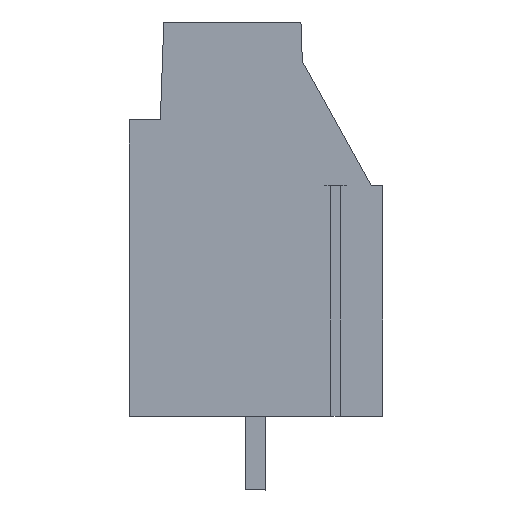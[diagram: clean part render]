
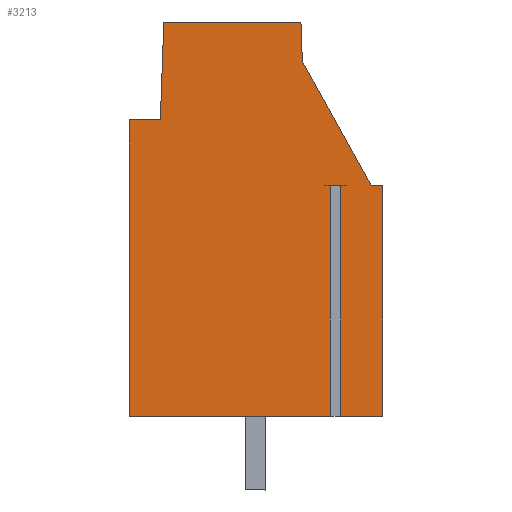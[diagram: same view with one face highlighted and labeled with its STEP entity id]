
A CAD part, left-side view. The second image highlights one B-rep face of the part: STEP entity #3213.
In plain terms, the highlighted planar face has unit normal (-1, 0, 0).
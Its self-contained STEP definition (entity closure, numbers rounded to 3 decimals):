
#3123=AXIS2_PLACEMENT_3D('Plane Axis2P3D',#3120,#3121,#3122) ;
#891=CARTESIAN_POINT('Line Origine',(0.,6.638,3.2)) ;
#895=CARTESIAN_POINT('Vertex',(0.,11.,3.2)) ;
#897=CARTESIAN_POINT('Vertex',(0.,2.275,3.2)) ;
#974=CARTESIAN_POINT('Vertex',(0.,0.,3.2)) ;
#977=CARTESIAN_POINT('Line Origine',(0.,0.912,3.2)) ;
#981=CARTESIAN_POINT('Vertex',(0.,1.825,3.2)) ;
#3120=CARTESIAN_POINT('Axis2P3D Location',(0.,11.,0.)) ;
#3125=CARTESIAN_POINT('Line Origine',(0.,0.,8.2)) ;
#3129=CARTESIAN_POINT('Vertex',(0.,0.,13.2)) ;
#3132=CARTESIAN_POINT('Line Origine',(0.,0.25,13.2)) ;
#3136=CARTESIAN_POINT('Vertex',(0.,0.5,13.2)) ;
#3139=CARTESIAN_POINT('Line Origine',(0.,1.995,15.896)) ;
#3143=CARTESIAN_POINT('Vertex',(0.,3.49,18.592)) ;
#3146=CARTESIAN_POINT('Line Origine',(0.,3.52,19.446)) ;
#3150=CARTESIAN_POINT('Vertex',(0.,3.55,20.3)) ;
#3153=CARTESIAN_POINT('Line Origine',(0.,6.525,20.3)) ;
#3157=CARTESIAN_POINT('Vertex',(0.,9.5,20.3)) ;
#3160=CARTESIAN_POINT('Line Origine',(0.,9.574,18.175)) ;
#3164=CARTESIAN_POINT('Vertex',(0.,9.648,16.05)) ;
#3167=CARTESIAN_POINT('Line Origine',(0.,10.324,16.05)) ;
#3171=CARTESIAN_POINT('Vertex',(0.,11.,16.05)) ;
#3174=CARTESIAN_POINT('Line Origine',(0.,11.,9.625)) ;
#3179=CARTESIAN_POINT('Line Origine',(0.,2.275,8.2)) ;
#3183=CARTESIAN_POINT('Vertex',(0.,2.275,13.2)) ;
#3186=CARTESIAN_POINT('Line Origine',(0.,2.05,13.2)) ;
#3190=CARTESIAN_POINT('Vertex',(0.,1.825,13.2)) ;
#3193=CARTESIAN_POINT('Line Origine',(0.,1.825,8.2)) ;
#892=DIRECTION('Vector Direction',(0.,1.,0.)) ;
#978=DIRECTION('Vector Direction',(0.,1.,0.)) ;
#3121=DIRECTION('Axis2P3D Direction',(-1.,0.,0.)) ;
#3122=DIRECTION('Axis2P3D XDirection',(0.,-1.,0.)) ;
#3126=DIRECTION('Vector Direction',(0.,0.,-1.)) ;
#3133=DIRECTION('Vector Direction',(0.,-1.,0.)) ;
#3140=DIRECTION('Vector Direction',(0.,-0.485,-0.875)) ;
#3147=DIRECTION('Vector Direction',(0.,0.035,0.999)) ;
#3154=DIRECTION('Vector Direction',(0.,-1.,0.)) ;
#3161=DIRECTION('Vector Direction',(0.,0.035,-0.999)) ;
#3168=DIRECTION('Vector Direction',(0.,-1.,0.)) ;
#3175=DIRECTION('Vector Direction',(0.,0.,1.)) ;
#3180=DIRECTION('Vector Direction',(0.,0.,1.)) ;
#3187=DIRECTION('Vector Direction',(0.,-1.,0.)) ;
#3194=DIRECTION('Vector Direction',(0.,0.,1.)) ;
#893=VECTOR('Line Direction',#892,1.) ;
#979=VECTOR('Line Direction',#978,1.) ;
#3127=VECTOR('Line Direction',#3126,1.) ;
#3134=VECTOR('Line Direction',#3133,1.) ;
#3141=VECTOR('Line Direction',#3140,1.) ;
#3148=VECTOR('Line Direction',#3147,1.) ;
#3155=VECTOR('Line Direction',#3154,1.) ;
#3162=VECTOR('Line Direction',#3161,1.) ;
#3169=VECTOR('Line Direction',#3168,1.) ;
#3176=VECTOR('Line Direction',#3175,1.) ;
#3181=VECTOR('Line Direction',#3180,1.) ;
#3188=VECTOR('Line Direction',#3187,1.) ;
#3195=VECTOR('Line Direction',#3194,1.) ;
#3199=ORIENTED_EDGE('',*,*,#983,.T.) ;
#3200=ORIENTED_EDGE('',*,*,#3131,.T.) ;
#3201=ORIENTED_EDGE('',*,*,#3138,.T.) ;
#3202=ORIENTED_EDGE('',*,*,#3145,.T.) ;
#3203=ORIENTED_EDGE('',*,*,#3152,.T.) ;
#3204=ORIENTED_EDGE('',*,*,#3159,.T.) ;
#3205=ORIENTED_EDGE('',*,*,#3166,.T.) ;
#3206=ORIENTED_EDGE('',*,*,#3173,.T.) ;
#3207=ORIENTED_EDGE('',*,*,#3178,.T.) ;
#3208=ORIENTED_EDGE('',*,*,#899,.T.) ;
#3209=ORIENTED_EDGE('',*,*,#3185,.T.) ;
#3210=ORIENTED_EDGE('',*,*,#3192,.F.) ;
#3211=ORIENTED_EDGE('',*,*,#3197,.F.) ;
#3213=ADVANCED_FACE('KLSC M3x6.3.1',(#3212),#3124,.T.) ;
#899=EDGE_CURVE('',#896,#898,#894,.F.) ;
#983=EDGE_CURVE('',#982,#975,#980,.F.) ;
#3131=EDGE_CURVE('',#975,#3130,#3128,.F.) ;
#3138=EDGE_CURVE('',#3130,#3137,#3135,.F.) ;
#3145=EDGE_CURVE('',#3137,#3144,#3142,.F.) ;
#3152=EDGE_CURVE('',#3144,#3151,#3149,.T.) ;
#3159=EDGE_CURVE('',#3151,#3158,#3156,.F.) ;
#3166=EDGE_CURVE('',#3158,#3165,#3163,.T.) ;
#3173=EDGE_CURVE('',#3165,#3172,#3170,.F.) ;
#3178=EDGE_CURVE('',#3172,#896,#3177,.F.) ;
#3185=EDGE_CURVE('',#898,#3184,#3182,.T.) ;
#3192=EDGE_CURVE('',#3191,#3184,#3189,.F.) ;
#3197=EDGE_CURVE('',#982,#3191,#3196,.T.) ;
#3198=EDGE_LOOP('',(#3199,#3200,#3201,#3202,#3203,#3204,#3205,#3206,#3207,#3208,#3209,#3210,#3211)) ;
#3212=FACE_OUTER_BOUND('',#3198,.T.) ;
#894=LINE('Line',#891,#893) ;
#980=LINE('Line',#977,#979) ;
#3128=LINE('Line',#3125,#3127) ;
#3135=LINE('Line',#3132,#3134) ;
#3142=LINE('Line',#3139,#3141) ;
#3149=LINE('Line',#3146,#3148) ;
#3156=LINE('Line',#3153,#3155) ;
#3163=LINE('Line',#3160,#3162) ;
#3170=LINE('Line',#3167,#3169) ;
#3177=LINE('Line',#3174,#3176) ;
#3182=LINE('Line',#3179,#3181) ;
#3189=LINE('Line',#3186,#3188) ;
#3196=LINE('Line',#3193,#3195) ;
#3124=PLANE('',#3123) ;
#896=VERTEX_POINT('',#895) ;
#898=VERTEX_POINT('',#897) ;
#975=VERTEX_POINT('',#974) ;
#982=VERTEX_POINT('',#981) ;
#3130=VERTEX_POINT('',#3129) ;
#3137=VERTEX_POINT('',#3136) ;
#3144=VERTEX_POINT('',#3143) ;
#3151=VERTEX_POINT('',#3150) ;
#3158=VERTEX_POINT('',#3157) ;
#3165=VERTEX_POINT('',#3164) ;
#3172=VERTEX_POINT('',#3171) ;
#3184=VERTEX_POINT('',#3183) ;
#3191=VERTEX_POINT('',#3190) ;
